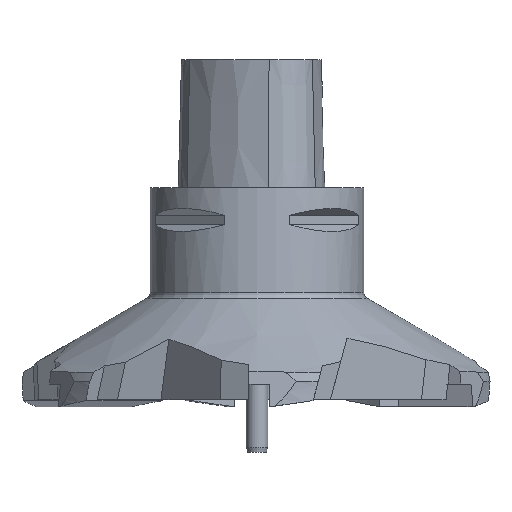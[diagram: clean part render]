
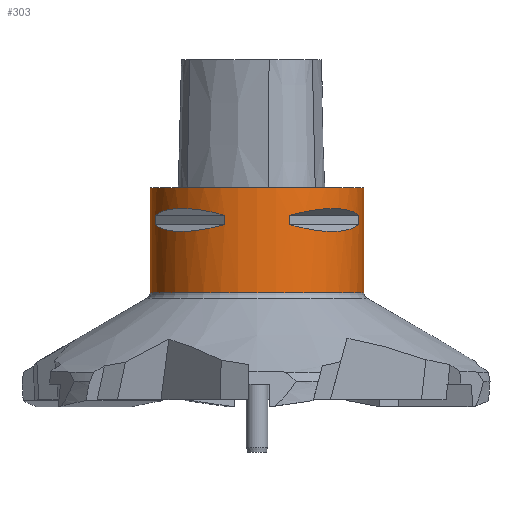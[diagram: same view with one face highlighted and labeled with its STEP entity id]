
A CAD part, left-side view. The second image highlights one B-rep face of the part: STEP entity #303.
In plain terms, the highlighted cylindrical face has radius 40 mm (diameter 80 mm), a full revolution.
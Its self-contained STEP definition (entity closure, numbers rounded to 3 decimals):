
#303=ADVANCED_FACE('',(#475,#476,#477,#478,#479,#480),#418,.T.);
#418=CYLINDRICAL_SURFACE('',#2225,40.);
#428=CIRCLE('',#2219,40.);
#429=CIRCLE('',#2224,40.);
#475=FACE_BOUND('',#495,.T.);
#476=FACE_BOUND('',#496,.T.);
#477=FACE_BOUND('',#497,.T.);
#478=FACE_BOUND('',#498,.T.);
#479=FACE_BOUND('',#499,.T.);
#480=FACE_BOUND('',#500,.T.);
#495=EDGE_LOOP('',(#660,#661,#662,#663));
#496=EDGE_LOOP('',(#664,#665,#666,#667));
#497=EDGE_LOOP('',(#668));
#498=EDGE_LOOP('',(#669,#670,#671,#672));
#499=EDGE_LOOP('',(#673,#674,#675,#676));
#500=EDGE_LOOP('',(#677));
#622=ELLIPSE('',#2215,46.188,40.);
#623=ELLIPSE('',#2216,46.188,40.);
#624=ELLIPSE('',#2217,46.188,40.);
#625=ELLIPSE('',#2218,46.188,40.);
#626=ELLIPSE('',#2220,46.188,40.);
#627=ELLIPSE('',#2221,46.188,40.);
#628=ELLIPSE('',#2222,46.188,40.);
#629=ELLIPSE('',#2223,46.188,40.);
#660=ORIENTED_EDGE('',*,*,#1489,.T.);
#661=ORIENTED_EDGE('',*,*,#1490,.T.);
#662=ORIENTED_EDGE('',*,*,#1491,.T.);
#663=ORIENTED_EDGE('',*,*,#1492,.T.);
#664=ORIENTED_EDGE('',*,*,#1493,.T.);
#665=ORIENTED_EDGE('',*,*,#1494,.T.);
#666=ORIENTED_EDGE('',*,*,#1495,.T.);
#667=ORIENTED_EDGE('',*,*,#1496,.T.);
#668=ORIENTED_EDGE('',*,*,#1497,.T.);
#669=ORIENTED_EDGE('',*,*,#1498,.T.);
#670=ORIENTED_EDGE('',*,*,#1499,.T.);
#671=ORIENTED_EDGE('',*,*,#1500,.T.);
#672=ORIENTED_EDGE('',*,*,#1501,.T.);
#673=ORIENTED_EDGE('',*,*,#1502,.T.);
#674=ORIENTED_EDGE('',*,*,#1503,.T.);
#675=ORIENTED_EDGE('',*,*,#1504,.T.);
#676=ORIENTED_EDGE('',*,*,#1505,.T.);
#677=ORIENTED_EDGE('',*,*,#1506,.T.);
#1280=VERTEX_POINT('',#3020);
#1281=VERTEX_POINT('',#3021);
#1282=VERTEX_POINT('',#3023);
#1283=VERTEX_POINT('',#3025);
#1284=VERTEX_POINT('',#3028);
#1285=VERTEX_POINT('',#3029);
#1286=VERTEX_POINT('',#3031);
#1287=VERTEX_POINT('',#3033);
#1288=VERTEX_POINT('',#3036);
#1289=VERTEX_POINT('',#3038);
#1290=VERTEX_POINT('',#3039);
#1291=VERTEX_POINT('',#3041);
#1292=VERTEX_POINT('',#3043);
#1293=VERTEX_POINT('',#3046);
#1294=VERTEX_POINT('',#3047);
#1295=VERTEX_POINT('',#3049);
#1296=VERTEX_POINT('',#3051);
#1297=VERTEX_POINT('',#3054);
#1489=EDGE_CURVE('',#1280,#1281,#1799,.T.);
#1490=EDGE_CURVE('',#1281,#1282,#622,.T.);
#1491=EDGE_CURVE('',#1282,#1283,#1800,.T.);
#1492=EDGE_CURVE('',#1283,#1280,#623,.T.);
#1493=EDGE_CURVE('',#1284,#1285,#1801,.T.);
#1494=EDGE_CURVE('',#1285,#1286,#624,.T.);
#1495=EDGE_CURVE('',#1286,#1287,#1802,.T.);
#1496=EDGE_CURVE('',#1287,#1284,#625,.T.);
#1497=EDGE_CURVE('',#1288,#1288,#428,.T.);
#1498=EDGE_CURVE('',#1289,#1290,#1803,.T.);
#1499=EDGE_CURVE('',#1290,#1291,#626,.T.);
#1500=EDGE_CURVE('',#1291,#1292,#1804,.T.);
#1501=EDGE_CURVE('',#1292,#1289,#627,.T.);
#1502=EDGE_CURVE('',#1293,#1294,#1805,.T.);
#1503=EDGE_CURVE('',#1294,#1295,#628,.T.);
#1504=EDGE_CURVE('',#1295,#1296,#1806,.T.);
#1505=EDGE_CURVE('',#1296,#1293,#629,.T.);
#1506=EDGE_CURVE('',#1297,#1297,#429,.T.);
#1799=LINE('',#3019,#1968);
#1800=LINE('',#3024,#1969);
#1801=LINE('',#3027,#1970);
#1802=LINE('',#3032,#1971);
#1803=LINE('',#3037,#1972);
#1804=LINE('',#3042,#1973);
#1805=LINE('',#3045,#1974);
#1806=LINE('',#3050,#1975);
#1968=VECTOR('',#2433,1.);
#1969=VECTOR('',#2436,1.);
#1970=VECTOR('',#2439,1.);
#1971=VECTOR('',#2442,1.);
#1972=VECTOR('',#2447,1.);
#1973=VECTOR('',#2450,1.);
#1974=VECTOR('',#2453,1.);
#1975=VECTOR('',#2456,1.);
#2215=AXIS2_PLACEMENT_3D('',#3022,#2434,#2435);
#2216=AXIS2_PLACEMENT_3D('',#3026,#2437,#2438);
#2217=AXIS2_PLACEMENT_3D('',#3030,#2440,#2441);
#2218=AXIS2_PLACEMENT_3D('',#3034,#2443,#2444);
#2219=AXIS2_PLACEMENT_3D('',#3035,#2445,#2446);
#2220=AXIS2_PLACEMENT_3D('',#3040,#2448,#2449);
#2221=AXIS2_PLACEMENT_3D('',#3044,#2451,#2452);
#2222=AXIS2_PLACEMENT_3D('',#3048,#2454,#2455);
#2223=AXIS2_PLACEMENT_3D('',#3052,#2457,#2458);
#2224=AXIS2_PLACEMENT_3D('',#3053,#2459,#2460);
#2225=AXIS2_PLACEMENT_3D('',#3055,#2461,#2462);
#2433=DIRECTION('',(0.,0.,1.));
#2434=DIRECTION('',(-0.354,0.354,0.866));
#2435=DIRECTION('',(-0.612,0.612,-0.5));
#2436=DIRECTION('',(0.,0.,-1.));
#2437=DIRECTION('',(-0.354,0.354,-0.866));
#2438=DIRECTION('',(0.612,-0.612,-0.5));
#2439=DIRECTION('',(0.,0.,1.));
#2440=DIRECTION('',(0.354,-0.354,0.866));
#2441=DIRECTION('',(0.612,-0.612,-0.5));
#2442=DIRECTION('',(0.,0.,-1.));
#2443=DIRECTION('',(0.354,-0.354,-0.866));
#2444=DIRECTION('',(-0.612,0.612,-0.5));
#2445=DIRECTION('',(0.,0.,-1.));
#2446=DIRECTION('',(-1.,0.,0.));
#2447=DIRECTION('',(0.,0.,1.));
#2448=DIRECTION('',(0.354,0.354,0.866));
#2449=DIRECTION('',(0.612,0.612,-0.5));
#2450=DIRECTION('',(0.,0.,-1.));
#2451=DIRECTION('',(0.354,0.354,-0.866));
#2452=DIRECTION('',(-0.612,-0.612,-0.5));
#2453=DIRECTION('',(0.,0.,1.));
#2454=DIRECTION('',(-0.354,-0.354,0.866));
#2455=DIRECTION('',(-0.612,-0.612,-0.5));
#2456=DIRECTION('',(0.,0.,-1.));
#2457=DIRECTION('',(-0.354,-0.354,-0.866));
#2458=DIRECTION('',(0.612,0.612,-0.5));
#2459=DIRECTION('',(0.,0.,1.));
#2460=DIRECTION('',(1.,0.,0.));
#2461=DIRECTION('',(0.,0.,1.));
#2462=DIRECTION('',(1.,0.,0.));
#3019=CARTESIAN_POINT('',(12.133,-38.115,0.));
#3020=CARTESIAN_POINT('',(12.133,-38.115,-13.75));
#3021=CARTESIAN_POINT('',(12.133,-38.115,-10.25));
#3022=CARTESIAN_POINT('',(0.,0.,-30.764));
#3023=CARTESIAN_POINT('',(38.115,-12.133,-10.25));
#3024=CARTESIAN_POINT('',(38.115,-12.133,0.));
#3025=CARTESIAN_POINT('',(38.115,-12.133,-13.75));
#3026=CARTESIAN_POINT('',(0.,0.,6.764));
#3027=CARTESIAN_POINT('',(-12.133,38.115,0.));
#3028=CARTESIAN_POINT('',(-12.133,38.115,-13.75));
#3029=CARTESIAN_POINT('',(-12.133,38.115,-10.25));
#3030=CARTESIAN_POINT('',(0.,0.,-30.764));
#3031=CARTESIAN_POINT('',(-38.115,12.133,-10.25));
#3032=CARTESIAN_POINT('',(-38.115,12.133,0.));
#3033=CARTESIAN_POINT('',(-38.115,12.133,-13.75));
#3034=CARTESIAN_POINT('',(0.,0.,6.764));
#3035=CARTESIAN_POINT('',(0.,0.,0.));
#3036=CARTESIAN_POINT('',(-40.,0.,0.));
#3037=CARTESIAN_POINT('',(-38.115,-12.133,0.));
#3038=CARTESIAN_POINT('',(-38.115,-12.133,-13.75));
#3039=CARTESIAN_POINT('',(-38.115,-12.133,-10.25));
#3040=CARTESIAN_POINT('',(0.,0.,-30.764));
#3041=CARTESIAN_POINT('',(-12.133,-38.115,-10.25));
#3042=CARTESIAN_POINT('',(-12.133,-38.115,0.));
#3043=CARTESIAN_POINT('',(-12.133,-38.115,-13.75));
#3044=CARTESIAN_POINT('',(0.,0.,6.764));
#3045=CARTESIAN_POINT('',(38.115,12.133,0.));
#3046=CARTESIAN_POINT('',(38.115,12.133,-13.75));
#3047=CARTESIAN_POINT('',(38.115,12.133,-10.25));
#3048=CARTESIAN_POINT('',(0.,0.,-30.764));
#3049=CARTESIAN_POINT('',(12.133,38.115,-10.25));
#3050=CARTESIAN_POINT('',(12.133,38.115,0.));
#3051=CARTESIAN_POINT('',(12.133,38.115,-13.75));
#3052=CARTESIAN_POINT('',(0.,0.,6.764));
#3053=CARTESIAN_POINT('',(0.,0.,-39.202));
#3054=CARTESIAN_POINT('',(40.,0.,-39.202));
#3055=CARTESIAN_POINT('',(0.,0.,26.));
